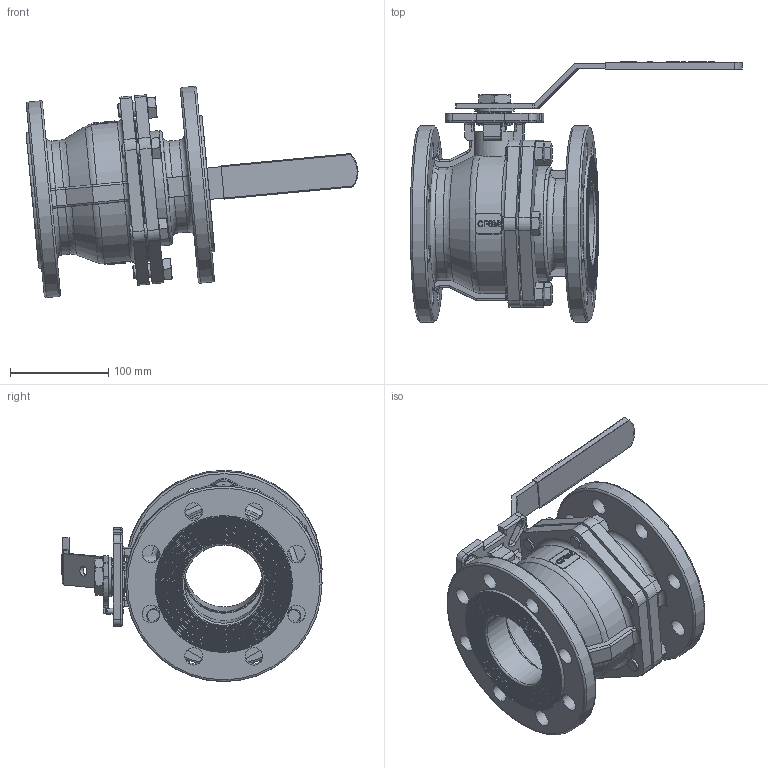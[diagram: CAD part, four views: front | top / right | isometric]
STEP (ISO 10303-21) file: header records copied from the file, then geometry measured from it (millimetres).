
FILE_DESCRIPTION(/* description */ ('Unknown'),/* implementation_level */ '2;1');
FILE_NAME(/* name */ '920-11',/* time_stamp */ '2022-07-01T08:53:02+02:00',/* author */ ('Unknown'),/* organization */ ('Unknown'),/* preprocessor_version */ 'ST-DEVELOPER v16.7',/* originating_system */ 'Solid Edge',/* authorisation */ 'Unknown');
FILE_SCHEMA (('AUTOMOTIVE_DESIGN {1 0 10303 214 3 1 1}'));
Products named in the file (12): 8M.220.080_WESA 920-11; MV-24D DN80 BODY; M14-30_GB_FASTENER_BOLT_HHBFTC M14X30-N; MV-24D DN80 STEM; MV-24D DN80 Bellevlle Washer; MV-24D DN80 NUT M22; MV-24D DN80 Handle 1; MV-24D DN80 Stop Pin; MV-24D DN80 NUT STOPPER; MV-24D DN80 Plate Washer; MV-24D DN80 CAP; MV-24D DN80Plasti Cover
Assembly tree (17 placements, depth 2):
  8M.220.080_WESA 920-11
    MV-24D DN80 BODY
    M14-30_GB_FASTENER_BOLT_HHBFTC M14X30-N  x6
    MV-24D DN80 STEM
    MV-24D DN80 Bellevlle Washer
    MV-24D DN80 NUT M22  x2
    MV-24D DN80 Handle 1
    MV-24D DN80 Stop Pin
    MV-24D DN80 NUT STOPPER
    MV-24D DN80 Plate Washer
    MV-24D DN80 CAP
    MV-24D DN80Plasti Cover
Bounding box: 337.95 x 264.69 x 215.06 mm (x, y, z)
Volume: 1838809.3 mm3; surface area: 425366.7 mm2
Topology: 17 solids, 17 shells, 1171 faces, 2846 edges, 1830 vertices
Faces by surface type: plane 543, cylinder 206, cone 199, bspline 178, torus 45
Full cylindrical faces by diameter (mm): 5 x2, 6 x1, 10 x1, 12.2 x6, 14 x6, 15.5 x6, 18 x16, 18.3 x1, 20 x2, 22 x2, 22.1 x1, 22.5 x1, 23 x1, 28 x2, 29 x1, 37 x1, 40 x1, 44 x1, 80 x2, 83.5 x2, 102.5 x2, 117 x1, 127.4 x1, 128 x1, 141 x1, 147 x2, 200 x2
Entity records: 59713 total; most frequent: CARTESIAN_POINT 35847, ORIENTED_EDGE 4788, DIRECTION 4408, EDGE_CURVE 2394, VERTEX_POINT 1660, AXIS2_PLACEMENT_3D 1581, EDGE_LOOP 1466, FACE_BOUND 1466
